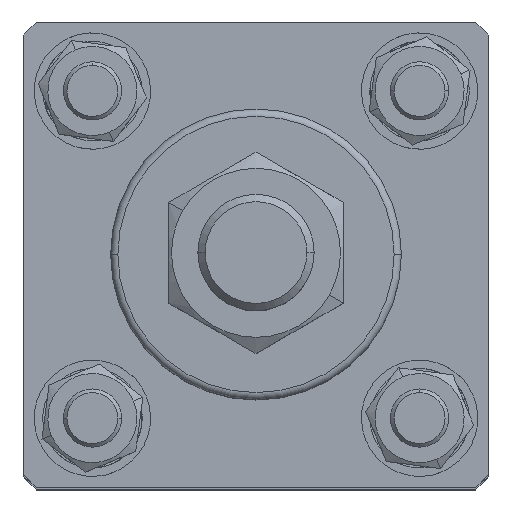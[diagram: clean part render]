
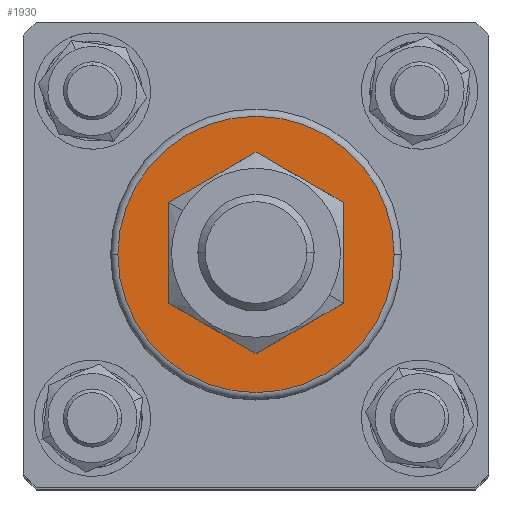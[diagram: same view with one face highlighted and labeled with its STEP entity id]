
A CAD part, top view. The second image highlights one B-rep face of the part: STEP entity #1930.
In plain terms, the highlighted face is planar.
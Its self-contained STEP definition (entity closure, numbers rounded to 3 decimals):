
#234 = ORIENTED_EDGE ( 'NONE', *, *, #715, .T. ) ;
#661 = EDGE_CURVE ( 'NONE', #4779, #4777, #4731, .T. ) ;
#675 = EDGE_CURVE ( 'NONE', #4816, #4833, #4869, .T. ) ;
#714 = EDGE_CURVE ( 'NONE', #4833, #4816, #4715, .T. ) ;
#715 = EDGE_CURVE ( 'NONE', #4777, #4779, #4721, .T. ) ;
#1930 = ADVANCED_FACE ( 'NONE', ( #2215, #2080 ), #3322, .T. ) ;
#2080 = FACE_OUTER_BOUND ( 'NONE', #5588, .T. ) ;
#2215 = FACE_BOUND ( 'NONE', #5583, .T. ) ;
#3319 = CARTESIAN_POINT ( 'NONE',  ( 0., 0., -35. ) ) ;
#3322 = PLANE ( 'NONE',  #5748 ) ;
#3324 = DIRECTION ( 'NONE',  ( 0., 0., -1. ) ) ;
#3325 = DIRECTION ( 'NONE',  ( -1., 0., 0. ) ) ;
#4168 = CARTESIAN_POINT ( 'NONE',  ( 19., 0., -35. ) ) ;
#4170 = CARTESIAN_POINT ( 'NONE',  ( -19., 0., -35. ) ) ;
#4297 = CARTESIAN_POINT ( 'NONE',  ( 0., 0., -35. ) ) ;
#4298 = DIRECTION ( 'NONE',  ( 0., 0., 1. ) ) ;
#4299 = DIRECTION ( 'NONE',  ( -1., 0., 0. ) ) ;
#4300 = CARTESIAN_POINT ( 'NONE',  ( 0., 0., -35. ) ) ;
#4301 = DIRECTION ( 'NONE',  ( 0., 0., -1. ) ) ;
#4302 = DIRECTION ( 'NONE',  ( -1., 0., 0. ) ) ;
#4715 = CIRCLE ( 'NONE', #5709, 11. ) ;
#4721 = CIRCLE ( 'NONE', #5721, 19. ) ;
#4731 = CIRCLE ( 'NONE', #5862, 19. ) ;
#4777 = VERTEX_POINT ( 'NONE', #4168 ) ;
#4779 = VERTEX_POINT ( 'NONE', #4170 ) ;
#4816 = VERTEX_POINT ( 'NONE', #6523 ) ;
#4833 = VERTEX_POINT ( 'NONE', #6527 ) ;
#4869 = CIRCLE ( 'NONE', #5877, 11. ) ;
#5583 = EDGE_LOOP ( 'NONE', ( #6206, #6212 ) ) ;
#5588 = EDGE_LOOP ( 'NONE', ( #6180, #234 ) ) ;
#5709 = AXIS2_PLACEMENT_3D ( 'NONE', #4297, #4298, #4299 ) ;
#5721 = AXIS2_PLACEMENT_3D ( 'NONE', #4300, #4301, #4302 ) ;
#5748 = AXIS2_PLACEMENT_3D ( 'NONE', #3319, #3324, #3325 ) ;
#5862 = AXIS2_PLACEMENT_3D ( 'NONE', #6451, #6452, #6453 ) ;
#5877 = AXIS2_PLACEMENT_3D ( 'NONE', #6491, #6492, #6493 ) ;
#6180 = ORIENTED_EDGE ( 'NONE', *, *, #661, .T. ) ;
#6206 = ORIENTED_EDGE ( 'NONE', *, *, #675, .T. ) ;
#6212 = ORIENTED_EDGE ( 'NONE', *, *, #714, .T. ) ;
#6451 = CARTESIAN_POINT ( 'NONE',  ( 0., 0., -35. ) ) ;
#6452 = DIRECTION ( 'NONE',  ( 0., 0., -1. ) ) ;
#6453 = DIRECTION ( 'NONE',  ( -1., 0., 0. ) ) ;
#6491 = CARTESIAN_POINT ( 'NONE',  ( 0., 0., -35. ) ) ;
#6492 = DIRECTION ( 'NONE',  ( 0., 0., 1. ) ) ;
#6493 = DIRECTION ( 'NONE',  ( -1., 0., 0. ) ) ;
#6523 = CARTESIAN_POINT ( 'NONE',  ( -11., 0., -35. ) ) ;
#6527 = CARTESIAN_POINT ( 'NONE',  ( 11., 0., -35. ) ) ;
